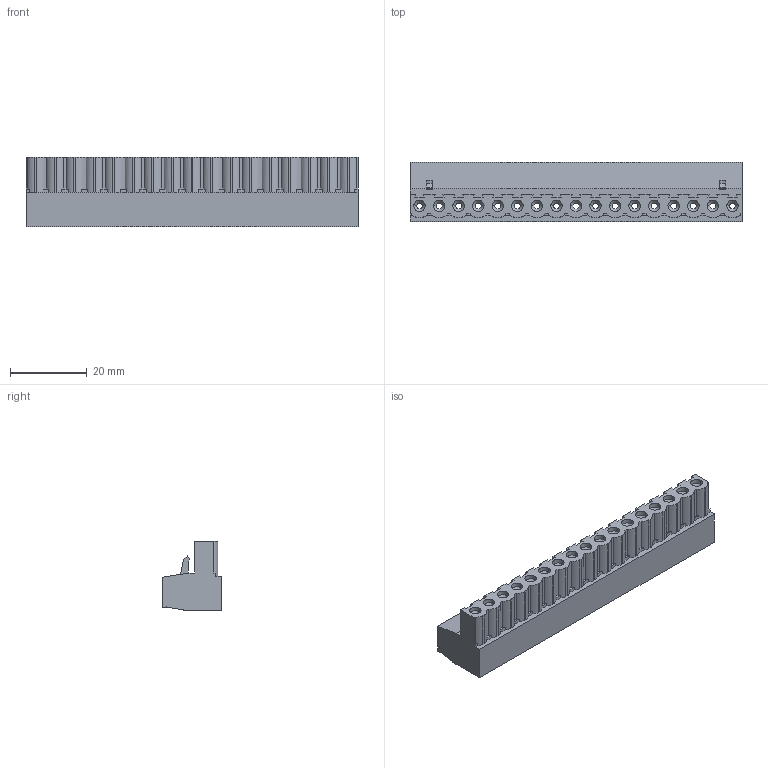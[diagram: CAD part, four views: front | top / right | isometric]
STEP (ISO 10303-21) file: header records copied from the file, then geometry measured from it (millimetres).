
FILE_DESCRIPTION (( 'STEP AP203' ), '1' );
FILE_NAME ('SOKETLI BASKILI DEVRE KLEMENSI - 5,08 MM DISI - 17LI.STEP', '2018-09-13T13:50:49', ( 'user' ), ( '' ), 'SwSTEP 2.0', 'SolidWorks 2016', '' );
FILE_SCHEMA (( 'CONFIG_CONTROL_DESIGN' ));
Length unit declared in the file: millimetre
Products named in the file (1): SOKETLI BASKILI DEVRE KLEMENSI  - 5,08 MM DISI - 17LI
Bounding box: 86.25 x 15.33 x 18.15 mm (x, y, z)
Volume: 13916.5 mm3; surface area: 9457.9 mm2
Topology: 1 solids, 1 shells, 596 faces, 1555 edges, 1014 vertices
Faces by surface type: plane 422, cylinder 140, cone 34
Entity records: 18322 total; most frequent: CARTESIAN_POINT 3166, DIRECTION 3131, ORIENTED_EDGE 3110, EDGE_CURVE 1555, LINE 1173, VECTOR 1173, VERTEX_POINT 1014, AXIS2_PLACEMENT_3D 979
